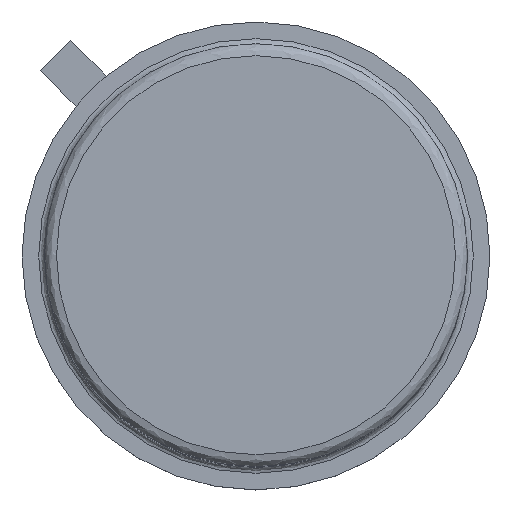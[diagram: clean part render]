
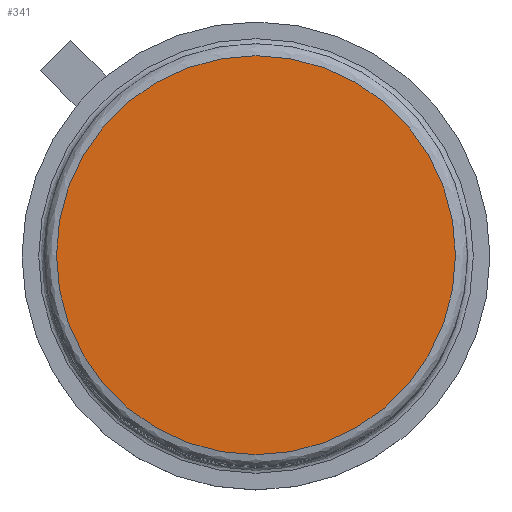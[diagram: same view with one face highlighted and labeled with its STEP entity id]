
A CAD part, top view. The second image highlights one B-rep face of the part: STEP entity #341.
In plain terms, the highlighted planar face has unit normal (0, 0, 1).
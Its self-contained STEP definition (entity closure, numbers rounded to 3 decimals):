
#63=DIRECTION('',(0.,0.,1.));
#325=ORIENTED_EDGE('',*,*,#326,.T.);
#326=EDGE_CURVE('',#327,#327,#329,.T.);
#327=VERTEX_POINT('',#328);
#328=CARTESIAN_POINT('',(-1.467,0.,14.4));
#329=CIRCLE('',#330,4.007);
#330=AXIS2_PLACEMENT_3D('',#331,#332,#333);
#331=CARTESIAN_POINT('',(2.54,0.,14.4));
#332=DIRECTION('',(0.,0.,1.));
#333=DIRECTION('',(-1.,0.,0.));
#341=ADVANCED_FACE('',(#342),#344,.T.);
#342=FACE_BOUND('',#343,.T.);
#343=EDGE_LOOP('',(#325));
#344=PLANE('',#345);
#345=AXIS2_PLACEMENT_3D('',#331,#63,#333);
